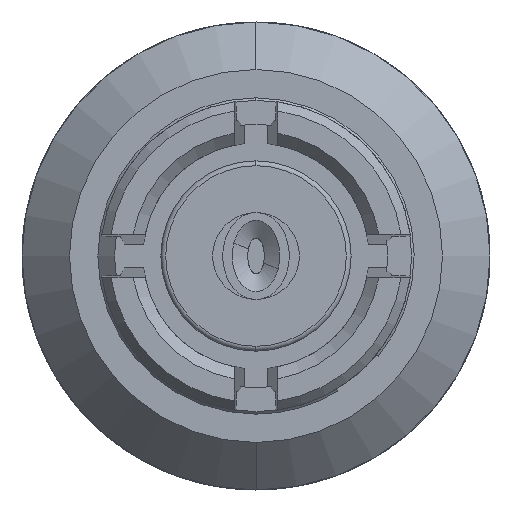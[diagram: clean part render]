
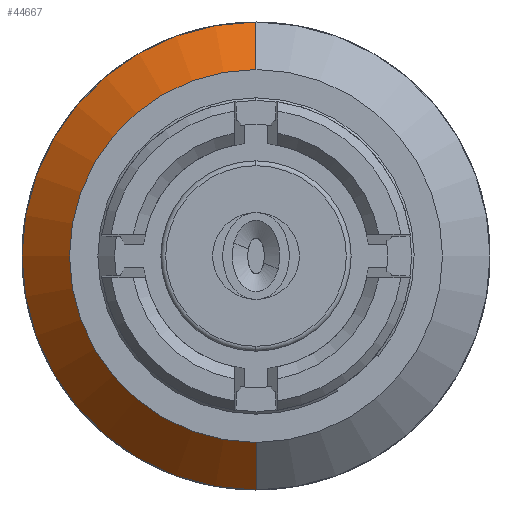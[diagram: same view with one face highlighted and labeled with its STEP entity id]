
A CAD part, left-side view. The second image highlights one B-rep face of the part: STEP entity #44667.
In plain terms, the highlighted conical face has half-angle 45 degrees and reference radius 1.992 mm.
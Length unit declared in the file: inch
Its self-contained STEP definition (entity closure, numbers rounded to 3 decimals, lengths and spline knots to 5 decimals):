
#682 = DIRECTION ( 'NONE',  ( 1., 0., 0. ) ) ;
#1533 = VERTEX_POINT ( 'NONE', #21228 ) ;
#3602 = EDGE_CURVE ( 'NONE', #8736, #21869, #13320, .T. ) ;
#5199 = EDGE_CURVE ( 'NONE', #6130, #8736, #55367, .T. ) ;
#5565 = CARTESIAN_POINT ( 'NONE',  ( 0.16736, 0., 0. ) ) ;
#6130 = VERTEX_POINT ( 'NONE', #7268 ) ;
#6147 = ORIENTED_EDGE ( 'NONE', *, *, #3602, .F. ) ;
#6922 = FACE_OUTER_BOUND ( 'NONE', #56268, .T. ) ;
#7097 = DIRECTION ( 'NONE',  ( 0.707, 0., 0.707 ) ) ;
#7268 = CARTESIAN_POINT ( 'NONE',  ( 0.14736, 0., -0.07843 ) ) ;
#8736 = VERTEX_POINT ( 'NONE', #22036 ) ;
#10143 = VECTOR ( 'NONE', #7097, 39.37008 ) ;
#13151 = CARTESIAN_POINT ( 'NONE',  ( 0.14736, 0., 0. ) ) ;
#13320 = CIRCLE ( 'NONE', #29984, 0.09843 ) ;
#15515 = VECTOR ( 'NONE', #43857, 39.37008 ) ;
#19866 = ORIENTED_EDGE ( 'NONE', *, *, #22546, .F. ) ;
#21228 = CARTESIAN_POINT ( 'NONE',  ( 0.14736, 0., 0.07843 ) ) ;
#21637 = CARTESIAN_POINT ( 'NONE',  ( 0.14736, 0., 0.07843 ) ) ;
#21869 = VERTEX_POINT ( 'NONE', #59248 ) ;
#22036 = CARTESIAN_POINT ( 'NONE',  ( 0.16736, 0., -0.09843 ) ) ;
#22546 = EDGE_CURVE ( 'NONE', #1533, #6130, #37910, .T. ) ;
#24139 = DIRECTION ( 'NONE',  ( 0., 0., -1. ) ) ;
#24274 = ORIENTED_EDGE ( 'NONE', *, *, #33911, .T. ) ;
#26256 = AXIS2_PLACEMENT_3D ( 'NONE', #48023, #58535, #24139 ) ;
#29984 = AXIS2_PLACEMENT_3D ( 'NONE', #5565, #682, #44235 ) ;
#33911 = EDGE_CURVE ( 'NONE', #1533, #21869, #50710, .T. ) ;
#34830 = ORIENTED_EDGE ( 'NONE', *, *, #5199, .F. ) ;
#36535 = DIRECTION ( 'NONE',  ( 0., 0., 1. ) ) ;
#37910 = CIRCLE ( 'NONE', #45697, 0.07843 ) ;
#43857 = DIRECTION ( 'NONE',  ( 0.707, 0., -0.707 ) ) ;
#44235 = DIRECTION ( 'NONE',  ( 0., 0., 1. ) ) ;
#44667 = ADVANCED_FACE ( 'NONE', ( #6922 ), #53522, .T. ) ;
#45697 = AXIS2_PLACEMENT_3D ( 'NONE', #13151, #50998, #36535 ) ;
#46005 = CARTESIAN_POINT ( 'NONE',  ( 0.14736, 0., -0.07843 ) ) ;
#48023 = CARTESIAN_POINT ( 'NONE',  ( 0.14736, 0., 0. ) ) ;
#50710 = LINE ( 'NONE', #21637, #10143 ) ;
#50998 = DIRECTION ( 'NONE',  ( -1., 0., 0. ) ) ;
#53522 = CONICAL_SURFACE ( 'NONE', #26256, 0.07843, 0.785 ) ;
#55367 = LINE ( 'NONE', #46005, #15515 ) ;
#56268 = EDGE_LOOP ( 'NONE', ( #19866, #24274, #6147, #34830 ) ) ;
#58535 = DIRECTION ( 'NONE',  ( 1., 0., 0. ) ) ;
#59248 = CARTESIAN_POINT ( 'NONE',  ( 0.16736, 0., 0.09843 ) ) ;
